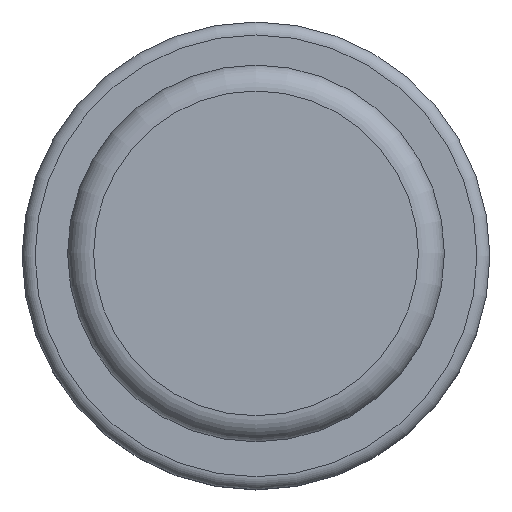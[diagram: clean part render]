
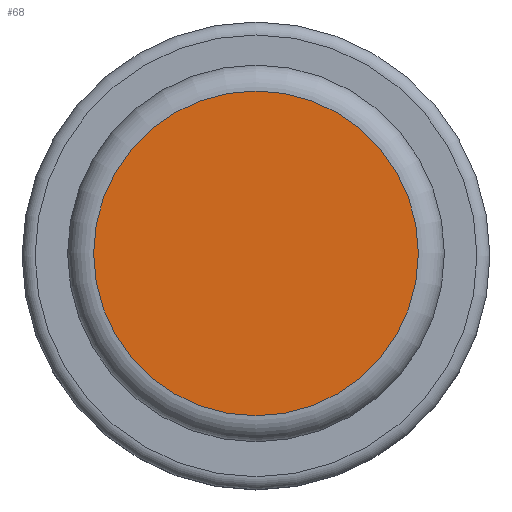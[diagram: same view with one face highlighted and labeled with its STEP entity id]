
A CAD part, top view. The second image highlights one B-rep face of the part: STEP entity #68.
In plain terms, the highlighted planar face has unit normal (0, 0, 1).
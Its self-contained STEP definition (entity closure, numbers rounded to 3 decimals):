
#68 = ADVANCED_FACE( '', ( #147 ), #148, .F. );
#147 = FACE_OUTER_BOUND( '', #225, .T. );
#148 = PLANE( '', #226 );
#225 = EDGE_LOOP( '', ( #323 ) );
#226 = AXIS2_PLACEMENT_3D( '', #324, #325, #326 );
#323 = ORIENTED_EDGE( '', *, *, #362, .T. );
#324 = CARTESIAN_POINT( '', ( 14.5, 0., 57.5 ) );
#325 = DIRECTION( '', ( 0., 0., -1. ) );
#326 = DIRECTION( '', ( -1., 0., 0. ) );
#362 = EDGE_CURVE( '', #405, #405, #406, .F. );
#405 = VERTEX_POINT( '', #457 );
#406 = CIRCLE( '', #458, 12.496 );
#457 = CARTESIAN_POINT( '', ( -12.496, 0., 57.5 ) );
#458 = AXIS2_PLACEMENT_3D( '', #512, #513, #514 );
#512 = CARTESIAN_POINT( '', ( 0., 0., 57.5 ) );
#513 = DIRECTION( '', ( 0., 0., -1. ) );
#514 = DIRECTION( '', ( -1., 0., 0. ) );
